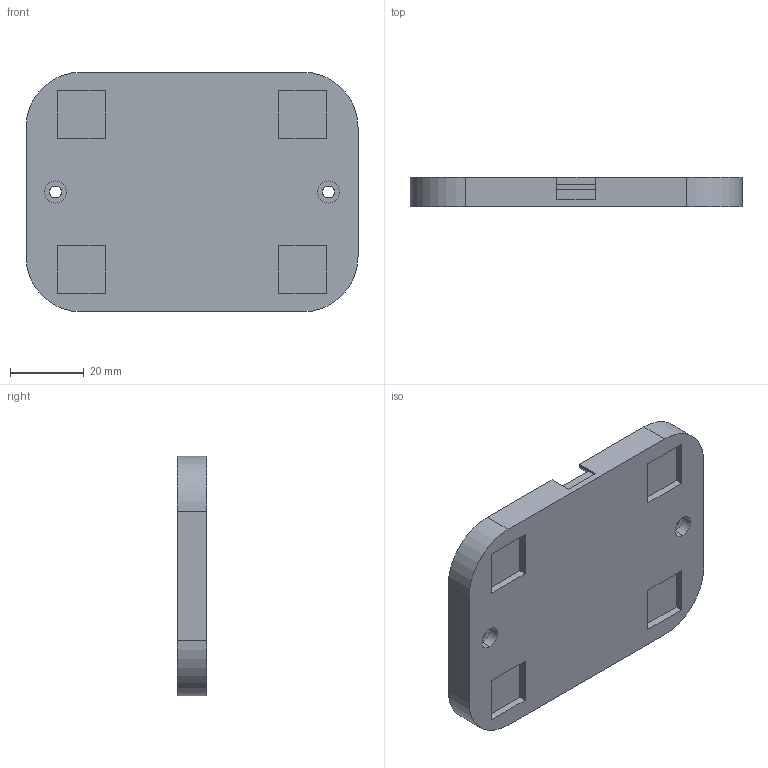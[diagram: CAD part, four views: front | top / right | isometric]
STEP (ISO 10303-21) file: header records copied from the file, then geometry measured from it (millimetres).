
FILE_DESCRIPTION (( 'STEP AP214' ), '1' );
FILE_NAME ('enclosure-base.STEP', '2024-01-06T21:22:31', ( '' ), ( '' ), '', '', '' );
FILE_SCHEMA (( 'AUTOMOTIVE_DESIGN' ));
Length unit declared in the file: millimetre
Products named in the file (1): enclosure-base
Bounding box: 90 x 8 x 65 mm (x, y, z)
Volume: 27132.2 mm3; surface area: 15291.2 mm2
Topology: 1 solids, 1 shells, 60 faces, 154 edges, 102 vertices
Faces by surface type: plane 42, cylinder 18
Entity records: 1860 total; most frequent: CARTESIAN_POINT 317, DIRECTION 312, ORIENTED_EDGE 308, EDGE_CURVE 154, LINE 118, VECTOR 118, VERTEX_POINT 102, AXIS2_PLACEMENT_3D 97
